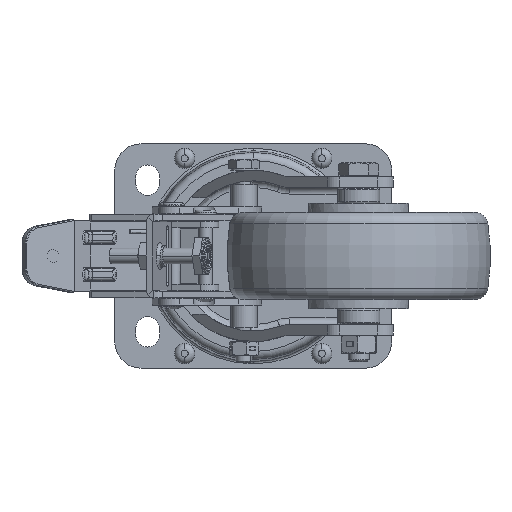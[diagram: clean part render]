
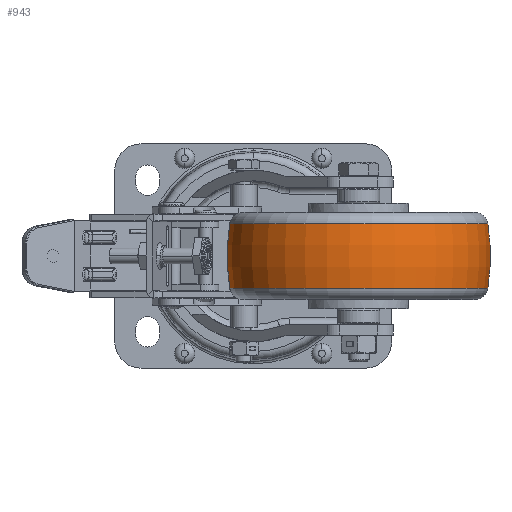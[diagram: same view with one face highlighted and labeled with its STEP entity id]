
A CAD part, front view. The second image highlights one B-rep face of the part: STEP entity #943.
In plain terms, the highlighted toroidal (fillet/blend) face has major radius 30 mm and minor radius 80 mm.
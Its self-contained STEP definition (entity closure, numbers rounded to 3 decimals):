
#63 = DIRECTION ( 'NONE',  ( -0.104, 0.995, 0. ) ) ;
#943 = ADVANCED_FACE ( 'NONE', ( #25739 ), #41004, .T. ) ;
#2751 = CARTESIAN_POINT ( 'NONE',  ( 40., -78., -12.255 ) ) ;
#2957 = EDGE_CURVE ( 'NONE', #49543, #49416, #42256, .T. ) ;
#8374 = VERTEX_POINT ( 'NONE', #30257 ) ;
#8460 = DIRECTION ( 'NONE',  ( -0.995, -0.104, 0. ) ) ;
#9614 = CARTESIAN_POINT ( 'NONE',  ( 10.163, -81.125, 0. ) ) ;
#11088 = CARTESIAN_POINT ( 'NONE',  ( -8.789, -83.11, -12.255 ) ) ;
#11357 = VERTEX_POINT ( 'NONE', #32592 ) ;
#12328 = DIRECTION ( 'NONE',  ( 0., 0., 1. ) ) ;
#12402 = CIRCLE ( 'NONE', #45002, 80. ) ;
#12622 = ORIENTED_EDGE ( 'NONE', *, *, #2957, .T. ) ;
#13229 = CARTESIAN_POINT ( 'NONE',  ( 69.837, -74.875, 0. ) ) ;
#17747 = DIRECTION ( 'NONE',  ( 0.995, 0.104, 0. ) ) ;
#19913 = ORIENTED_EDGE ( 'NONE', *, *, #27667, .F. ) ;
#20171 = CARTESIAN_POINT ( 'NONE',  ( 40., -78., 0. ) ) ;
#22059 = DIRECTION ( 'NONE',  ( 0.104, -0.995, 0. ) ) ;
#25739 = FACE_OUTER_BOUND ( 'NONE', #48025, .T. ) ;
#26281 = CARTESIAN_POINT ( 'NONE',  ( 40., -78., 12.255 ) ) ;
#27667 = EDGE_CURVE ( 'NONE', #49543, #11357, #31513, .T. ) ;
#29503 = ORIENTED_EDGE ( 'NONE', *, *, #32101, .T. ) ;
#30257 = CARTESIAN_POINT ( 'NONE',  ( 88.789, -72.89, 12.255 ) ) ;
#31513 = CIRCLE ( 'NONE', #41476, 80. ) ;
#32101 = EDGE_CURVE ( 'NONE', #49416, #8374, #12402, .T. ) ;
#32472 = DIRECTION ( 'NONE',  ( 0., 0., 1. ) ) ;
#32592 = CARTESIAN_POINT ( 'NONE',  ( -8.789, -83.11, 12.255 ) ) ;
#33510 = DIRECTION ( 'NONE',  ( 0., 0., 1. ) ) ;
#36191 = AXIS2_PLACEMENT_3D ( 'NONE', #20171, #12328, #49962 ) ;
#37148 = AXIS2_PLACEMENT_3D ( 'NONE', #26281, #33510, #17747 ) ;
#41004 = TOROIDAL_SURFACE ( 'NONE', #36191, -30., 80. ) ;
#41213 = EDGE_CURVE ( 'NONE', #11357, #8374, #51747, .T. ) ;
#41476 = AXIS2_PLACEMENT_3D ( 'NONE', #13229, #63, #8460 ) ;
#42256 = CIRCLE ( 'NONE', #48780, 49.056 ) ;
#42340 = ORIENTED_EDGE ( 'NONE', *, *, #41213, .F. ) ;
#45002 = AXIS2_PLACEMENT_3D ( 'NONE', #9614, #22059, #51842 ) ;
#48025 = EDGE_LOOP ( 'NONE', ( #19913, #12622, #29503, #42340 ) ) ;
#48780 = AXIS2_PLACEMENT_3D ( 'NONE', #2751, #32472, #49636 ) ;
#49072 = CARTESIAN_POINT ( 'NONE',  ( 88.789, -72.89, -12.255 ) ) ;
#49416 = VERTEX_POINT ( 'NONE', #49072 ) ;
#49543 = VERTEX_POINT ( 'NONE', #11088 ) ;
#49636 = DIRECTION ( 'NONE',  ( 0.995, 0.104, 0. ) ) ;
#49962 = DIRECTION ( 'NONE',  ( 0.995, 0.104, 0. ) ) ;
#51747 = CIRCLE ( 'NONE', #37148, 49.056 ) ;
#51842 = DIRECTION ( 'NONE',  ( 0.995, 0.104, 0. ) ) ;
